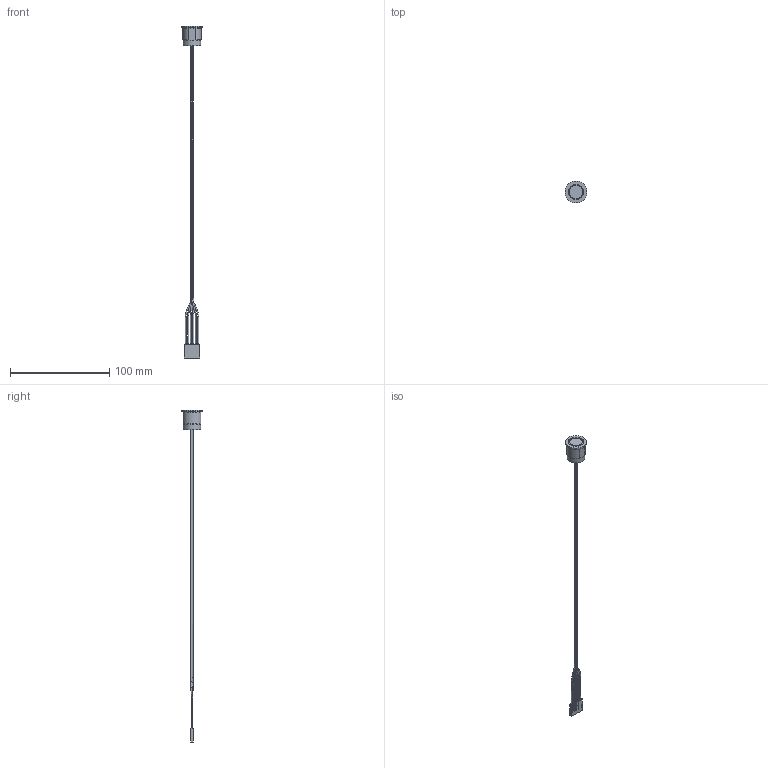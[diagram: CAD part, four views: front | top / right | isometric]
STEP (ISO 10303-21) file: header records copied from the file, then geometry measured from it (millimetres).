
FILE_DESCRIPTION(/* description */ (''),/* implementation_level */ '2;1');
FILE_NAME(/* name */ 'PZ4M1FRRW300.stp',/* time_stamp */ '2026-01-12T10:17:16-06:00',/* author */ ('jmeyers'),/* organization */ (''),/* preprocessor_version */ 'ST-DEVELOPER v18.1',/* originating_system */ 'Autodesk Inventor 2022',/* authorisation */ '');
FILE_SCHEMA (('AUTOMOTIVE_DESIGN { 1 0 10303 214 3 1 1 }'));
Length unit declared in the file: inch
Products named in the file (1): Part1
Bounding box: 22 x 22 x 334 mm (x, y, z)
Volume: 7172 mm3; surface area: 8839.6 mm2
Topology: 5 solids, 6 shells, 214 faces, 571 edges, 371 vertices
Faces by surface type: plane 144, cylinder 46, torus 12, bspline 7, cone 4, sphere 1
Full cylindrical faces by diameter (mm): 0.7 x6, 1 x11, 13.2 x1, 15.7 x1, 17.5 x1, 22 x1
Entity records: 7515 total; most frequent: CARTESIAN_POINT 2024, ORIENTED_EDGE 1150, DIRECTION 1103, EDGE_CURVE 575, LINE 395, VECTOR 395, VERTEX_POINT 373, AXIS2_PLACEMENT_3D 354
